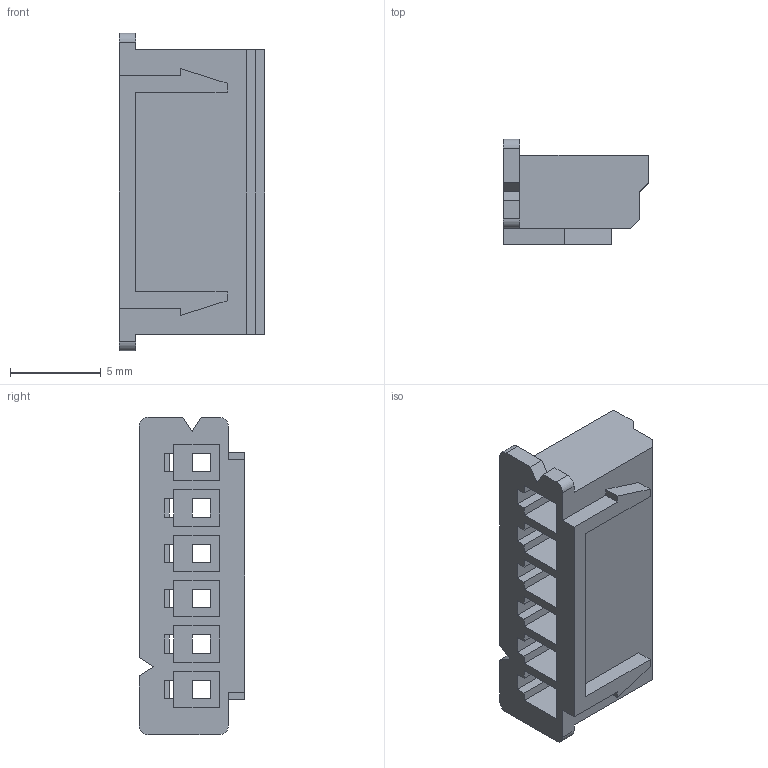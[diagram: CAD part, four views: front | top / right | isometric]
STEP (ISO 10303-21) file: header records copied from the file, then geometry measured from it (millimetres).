
FILE_DESCRIPTION (( 'STEP AP214' ), '1' );
FILE_NAME ('FHG25001-S06M2W1B-REF.STEP', '2025-04-23T08:38:29', ( '' ), ( '' ), 'SwSTEP 2.0', 'SolidWorks 2021', '' );
FILE_SCHEMA (( 'AUTOMOTIVE_DESIGN' ));
Length unit declared in the file: millimetre
Products named in the file (1): FHG25001-S06M2W1B-REF
Bounding box: 8 x 5.8 x 17.5 mm (x, y, z)
Volume: 275.3 mm3; surface area: 930.2 mm2
Topology: 1 solids, 1 shells, 149 faces, 441 edges, 282 vertices
Faces by surface type: plane 145, cylinder 4
Entity records: 4917 total; most frequent: ORIENTED_EDGE 882, CARTESIAN_POINT 873, DIRECTION 749, EDGE_CURVE 441, VECTOR 433, LINE 433, VERTEX_POINT 282, EDGE_LOOP 161
